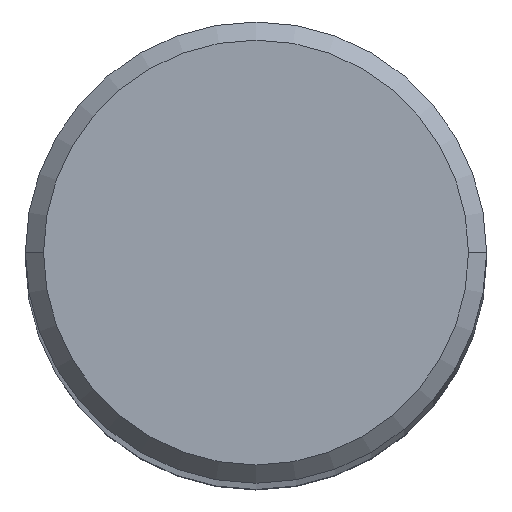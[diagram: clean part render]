
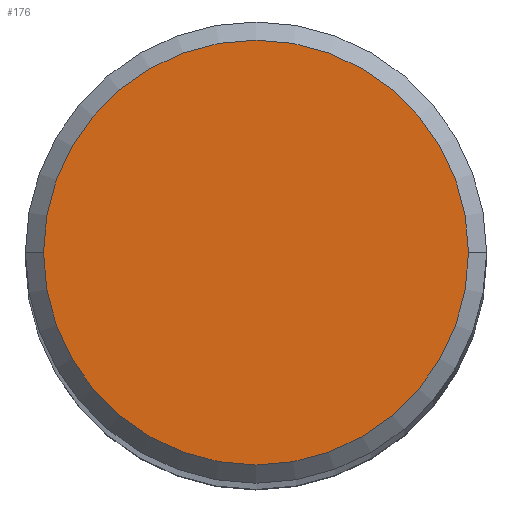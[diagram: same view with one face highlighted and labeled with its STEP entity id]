
A CAD part, top view. The second image highlights one B-rep face of the part: STEP entity #176.
In plain terms, the highlighted planar face has unit normal (0, 0, 1).
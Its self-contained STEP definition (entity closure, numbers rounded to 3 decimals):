
#121=FACE_OUTER_BOUND('',#237,.T.);
#176=ADVANCED_FACE('',(#121),#205,.F.);
#205=PLANE('',#1033);
#237=EDGE_LOOP('',(#377,#378));
#377=ORIENTED_EDGE('',*,*,#599,.T.);
#378=ORIENTED_EDGE('',*,*,#600,.T.);
#515=VERTEX_POINT('',#1674);
#516=VERTEX_POINT('',#1675);
#599=EDGE_CURVE('',#515,#516,#706,.T.);
#600=EDGE_CURVE('',#516,#515,#707,.T.);
#706=CIRCLE('',#1031,11.7);
#707=CIRCLE('',#1032,11.7);
#1031=AXIS2_PLACEMENT_3D('',#1673,#1285,#1286);
#1032=AXIS2_PLACEMENT_3D('',#1676,#1287,#1288);
#1033=AXIS2_PLACEMENT_3D('',#1677,#1289,#1290);
#1285=DIRECTION('',(0.,0.,1.));
#1286=DIRECTION('',(-1.,0.,0.));
#1287=DIRECTION('',(0.,0.,1.));
#1288=DIRECTION('',(1.,0.,0.));
#1289=DIRECTION('',(0.,0.,-1.));
#1290=DIRECTION('',(1.,0.,0.));
#1673=CARTESIAN_POINT('',(0.,0.,0.));
#1674=CARTESIAN_POINT('',(-11.7,0.,0.));
#1675=CARTESIAN_POINT('',(11.7,0.,0.));
#1676=CARTESIAN_POINT('',(0.,0.,0.));
#1677=CARTESIAN_POINT('',(0.,0.,0.));
